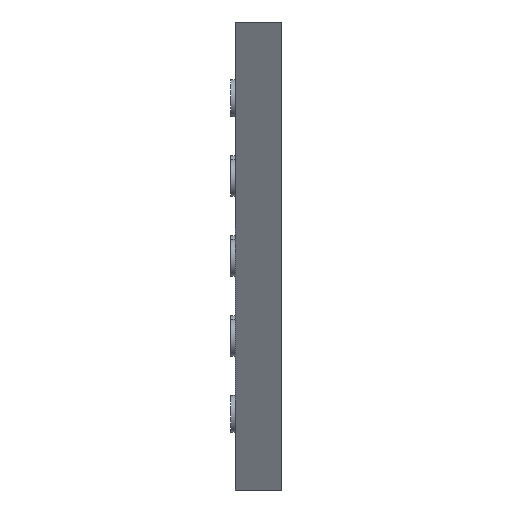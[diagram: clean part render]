
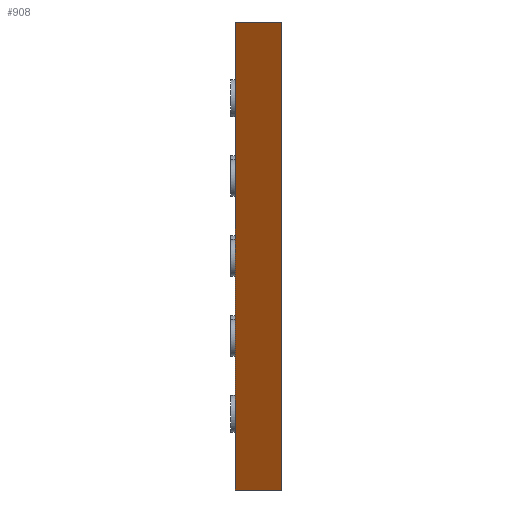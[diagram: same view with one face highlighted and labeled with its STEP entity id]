
A CAD part, left-side view. The second image highlights one B-rep face of the part: STEP entity #908.
In plain terms, the highlighted planar face has unit normal (-0.866, 0, -0.5).
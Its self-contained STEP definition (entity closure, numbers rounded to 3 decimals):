
#87 = CARTESIAN_POINT ( 'NONE',  ( -18.62, 10., 10.75 ) ) ;
#556 = ORIENTED_EDGE ( 'NONE', *, *, #4292, .T. ) ;
#908 = ADVANCED_FACE ( 'NONE', ( #10359 ), #8815, .F. ) ;
#1186 = DIRECTION ( 'NONE',  ( 0., -1., 0. ) ) ;
#1346 = VECTOR ( 'NONE', #12864, 1000. ) ;
#1715 = LINE ( 'NONE', #11728, #1346 ) ;
#2151 = VERTEX_POINT ( 'NONE', #12924 ) ;
#2292 = DIRECTION ( 'NONE',  ( -0.5, 0., 0.866 ) ) ;
#2581 = AXIS2_PLACEMENT_3D ( 'NONE', #11061, #13338, #6642 ) ;
#2850 = ORIENTED_EDGE ( 'NONE', *, *, #11550, .F. ) ;
#3416 = EDGE_CURVE ( 'NONE', #2151, #6940, #1715, .T. ) ;
#3850 = LINE ( 'NONE', #4747, #12408 ) ;
#4078 = VECTOR ( 'NONE', #2292, 1000. ) ;
#4292 = EDGE_CURVE ( 'NONE', #6225, #5697, #7055, .T. ) ;
#4747 = CARTESIAN_POINT ( 'NONE',  ( 40., 10., -90.782 ) ) ;
#5599 = CARTESIAN_POINT ( 'NONE',  ( 40., 0., -90.782 ) ) ;
#5697 = VERTEX_POINT ( 'NONE', #8557 ) ;
#5815 = CARTESIAN_POINT ( 'NONE',  ( -18.62, 10., 10.75 ) ) ;
#6225 = VERTEX_POINT ( 'NONE', #6461 ) ;
#6461 = CARTESIAN_POINT ( 'NONE',  ( 40., 0., -90.782 ) ) ;
#6484 = EDGE_CURVE ( 'NONE', #2151, #6225, #3850, .T. ) ;
#6642 = DIRECTION ( 'NONE',  ( 0.5, 0., -0.866 ) ) ;
#6940 = VERTEX_POINT ( 'NONE', #5815 ) ;
#6989 = DIRECTION ( 'NONE',  ( 0., -1., 0. ) ) ;
#7055 = LINE ( 'NONE', #5599, #4078 ) ;
#7801 = ORIENTED_EDGE ( 'NONE', *, *, #6484, .T. ) ;
#8557 = CARTESIAN_POINT ( 'NONE',  ( -18.62, 0., 10.75 ) ) ;
#8815 = PLANE ( 'NONE',  #2581 ) ;
#9616 = LINE ( 'NONE', #87, #12619 ) ;
#9929 = EDGE_LOOP ( 'NONE', ( #556, #2850, #12345, #7801 ) ) ;
#10359 = FACE_OUTER_BOUND ( 'NONE', #9929, .T. ) ;
#11061 = CARTESIAN_POINT ( 'NONE',  ( 40., 10., -90.782 ) ) ;
#11550 = EDGE_CURVE ( 'NONE', #6940, #5697, #9616, .T. ) ;
#11728 = CARTESIAN_POINT ( 'NONE',  ( 40., 10., -90.782 ) ) ;
#12345 = ORIENTED_EDGE ( 'NONE', *, *, #3416, .F. ) ;
#12408 = VECTOR ( 'NONE', #6989, 1000. ) ;
#12619 = VECTOR ( 'NONE', #1186, 1000. ) ;
#12864 = DIRECTION ( 'NONE',  ( -0.5, 0., 0.866 ) ) ;
#12924 = CARTESIAN_POINT ( 'NONE',  ( 40., 10., -90.782 ) ) ;
#13338 = DIRECTION ( 'NONE',  ( 0.866, 0., 0.5 ) ) ;
